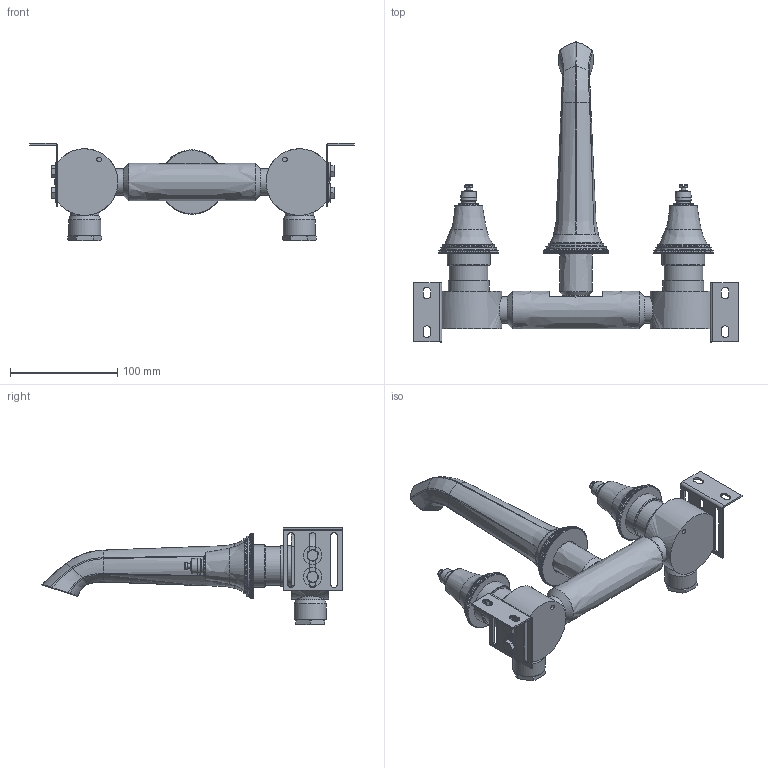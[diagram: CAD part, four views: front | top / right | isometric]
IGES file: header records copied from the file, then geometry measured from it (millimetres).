
Global section: file name: V617; native system: Autodesk Inventor 2018; preprocessor: unknown; author: adaniels; date: 20190709.142805; units: millimetre
Bounding box: 302 x 279.59 x 90.5 mm (x, y, z)
Volume: 613570.2 mm3; surface area: 253213.9 mm2
Topology: 52 solids, 53 shells, 6442 faces, 17404 edges, 11086 vertices
Faces by surface type: bspline 6442
